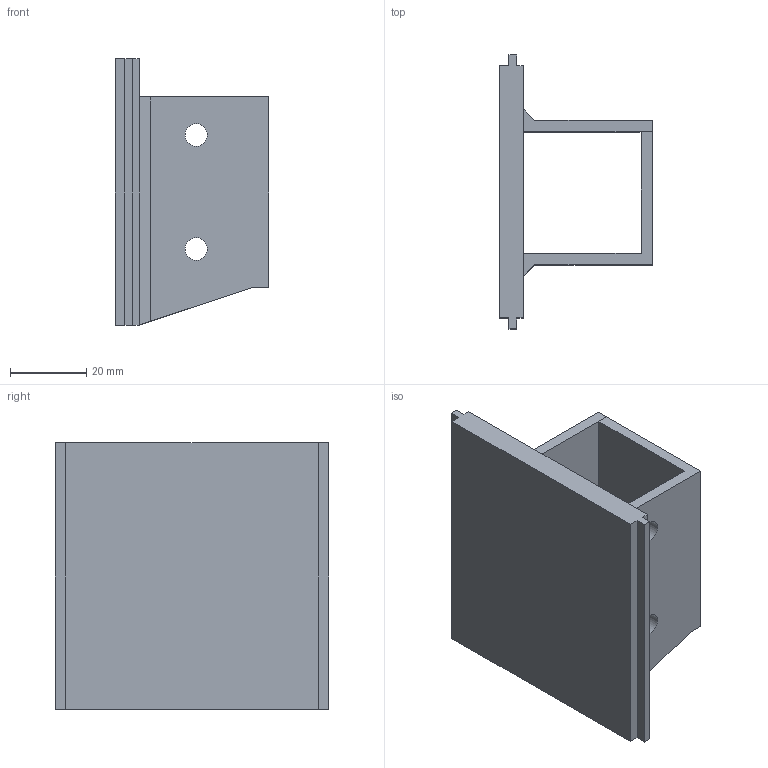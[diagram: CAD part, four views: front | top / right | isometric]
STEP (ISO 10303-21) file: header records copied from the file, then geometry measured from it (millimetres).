
FILE_DESCRIPTION(/* description */ (''),/* implementation_level */ '2;1');
FILE_NAME(/* name */ 'back1.step',/* time_stamp */ '2025-07-12T20:58:56+08:00',/* author */ (''),/* organization */ (''),/* preprocessor_version */ 'ST-DEVELOPER v20.1',/* originating_system */ 'Autodesk Translation Framework v14.10.0.0',/* authorisation */ '');
FILE_SCHEMA (('AUTOMOTIVE_DESIGN { 1 0 10303 214 3 1 1 }'));
Length unit declared in the file: millimetre
Products named in the file (1): back1
Bounding box: 40.3 x 72 x 70 mm (x, y, z)
Volume: 46093.3 mm3; surface area: 22481.8 mm2
Topology: 1 solids, 1 shells, 34 faces, 95 edges, 61 vertices
Faces by surface type: plane 29, cylinder 5
Full cylindrical faces by diameter (mm): 5.9 x5
Entity records: 1137 total; most frequent: CARTESIAN_POINT 191, ORIENTED_EDGE 190, DIRECTION 175, EDGE_CURVE 95, LINE 85, VECTOR 85, VERTEX_POINT 61, AXIS2_PLACEMENT_3D 45
